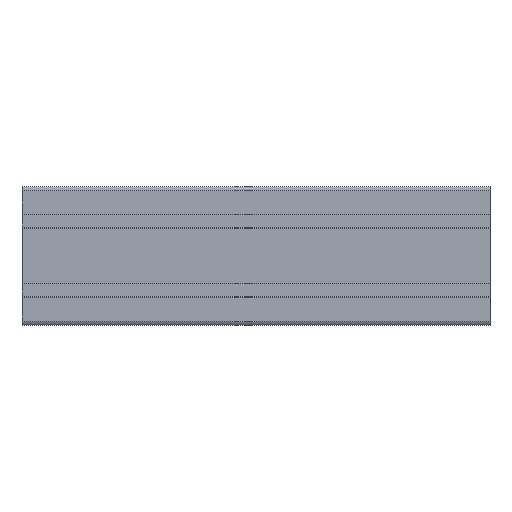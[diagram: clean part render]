
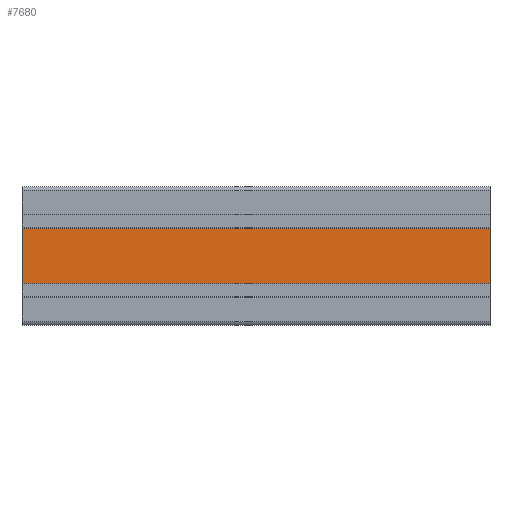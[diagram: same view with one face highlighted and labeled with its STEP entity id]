
A CAD part, top view. The second image highlights one B-rep face of the part: STEP entity #7680.
In plain terms, the highlighted planar face has unit normal (0, 0, 1).
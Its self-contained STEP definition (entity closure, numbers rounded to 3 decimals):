
#936=FACE_OUTER_BOUND('',#1322,.T.);
#1322=EDGE_LOOP('',(#6160,#6161,#6162,#6163));
#2040=LINE('',#12781,#2808);
#2041=LINE('',#12784,#2809);
#2042=LINE('',#12786,#2810);
#2043=LINE('',#12787,#2811);
#2808=VECTOR('',#10482,1.);
#2809=VECTOR('',#10485,1.);
#2810=VECTOR('',#10486,1.);
#2811=VECTOR('',#10487,1.);
#3588=VERTEX_POINT('',#12777);
#3589=VERTEX_POINT('',#12779);
#3590=VERTEX_POINT('',#12783);
#3591=VERTEX_POINT('',#12785);
#4682=EDGE_CURVE('',#3588,#3589,#2040,.T.);
#4683=EDGE_CURVE('',#3588,#3590,#2041,.T.);
#4684=EDGE_CURVE('',#3591,#3589,#2042,.T.);
#4685=EDGE_CURVE('',#3590,#3591,#2043,.T.);
#6160=ORIENTED_EDGE('',*,*,#4683,.F.);
#6161=ORIENTED_EDGE('',*,*,#4682,.T.);
#6162=ORIENTED_EDGE('',*,*,#4684,.F.);
#6163=ORIENTED_EDGE('',*,*,#4685,.F.);
#7317=PLANE('',#8406);
#7680=ADVANCED_FACE('',(#936),#7317,.T.);
#8406=AXIS2_PLACEMENT_3D('',#12782,#10483,#10484);
#10482=DIRECTION('',(1.,0.,0.));
#10483=DIRECTION('center_axis',(0.,0.,1.));
#10484=DIRECTION('ref_axis',(0.,-1.,0.));
#10485=DIRECTION('',(0.,1.,0.));
#10486=DIRECTION('',(0.,-1.,0.));
#10487=DIRECTION('',(1.,0.,0.));
#12777=CARTESIAN_POINT('',(0.,27.05,90.));
#12779=CARTESIAN_POINT('',(304.8,27.05,90.));
#12781=CARTESIAN_POINT('',(0.,27.05,90.));
#12782=CARTESIAN_POINT('Origin',(0.,62.95,90.));
#12783=CARTESIAN_POINT('',(0.,62.95,90.));
#12784=CARTESIAN_POINT('',(0.,27.05,90.));
#12785=CARTESIAN_POINT('',(304.8,62.95,90.));
#12786=CARTESIAN_POINT('',(304.8,27.05,90.));
#12787=CARTESIAN_POINT('',(0.,62.95,90.));
